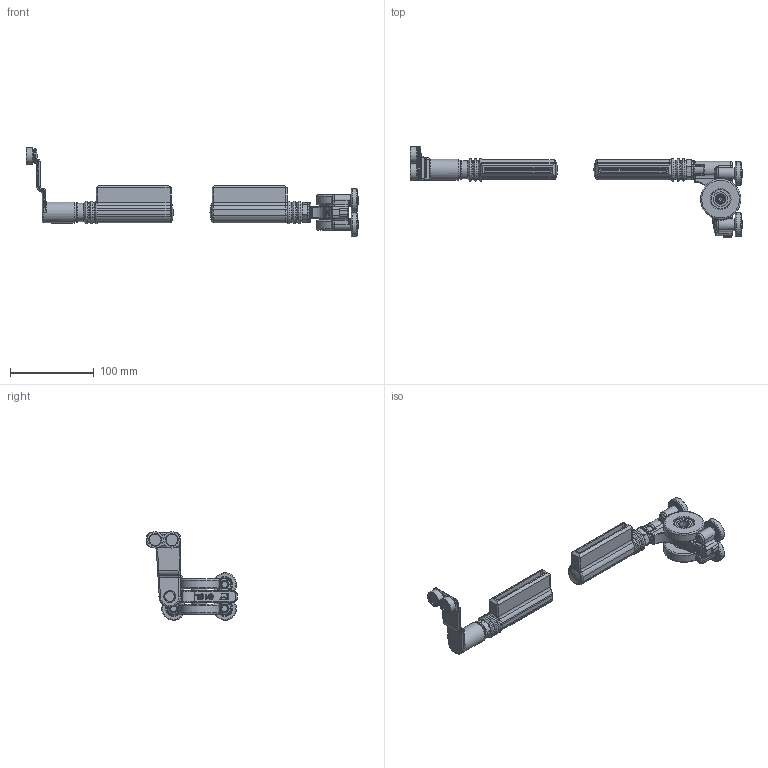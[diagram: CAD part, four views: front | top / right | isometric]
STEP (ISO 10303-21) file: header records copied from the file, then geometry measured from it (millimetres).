
FILE_DESCRIPTION(/* description */ (''),/* implementation_level */ '2;1');
FILE_NAME(/* name */ 'GJ10530EHL.stp',/* time_stamp */ '2019-08-29T08:33:36+02:00',/* author */ ('DOMINIQUE'),/* organization */ (''),/* preprocessor_version */ 'ST-DEVELOPER v17.2',/* originating_system */ 'Autodesk Inventor 2019',/* authorisation */ '');
FILE_SCHEMA (('AUTOMOTIVE_DESIGN { 1 0 10303 214 3 1 1 }'));
Length unit declared in the file: millimetre
Products named in the file (28): GJ10530EHL; 22833assemblée; 06046; montE21-11_150KG; 22831_150kg; GALB48N; 17129; 09118; DIN 625 T1 - 6001 - 12 x 28 x 8; 09118-JOUE; 22848; 23242; GALB28N; 18038; 09071; 22520spé; guide bas extrémité assemblée gauche; Nut GB 817 B M12; Rondelle Pom Ø20; DIN 912 - M14 x 140; 22840short; 22873consul101115; 22839; 22851; 22877; 22879; 09054; 22871
Assembly tree (43 placements, depth 6):
  GJ10530EHL
    22833assemblée
      06046
      Rondelle Pom Ø20
      DIN 912 - M14 x 140
      22840short
      montE21-11_150KG
        22831_150kg
        GALB48N  x2
          17129
          09118
            DIN 625 T1 - 6001 - 12 x 28 x 8
            09118-JOUE  x2
        GALB28N  x4
          18038
          09071
        22520spé  x4
        22848
        23242
      22873consul101115
      09054
    guide bas extrémité assemblée gauche
      Nut GB 817 B M12
      Rondelle Pom Ø20
      DIN 912 - M14 x 140
      22840short
      22873consul101115
      22839
        22851
        22877  x2
        22879  x2
      09054
    22871  x2
Bounding box: 395.88 x 107.92 x 105.6 mm (x, y, z)
Volume: 280780.7 mm3; surface area: 143028.6 mm2
Topology: 62 solids, 62 shells, 1528 faces, 4222 edges, 2767 vertices
Faces by surface type: plane 475, cylinder 417, torus 326, bspline 210, sphere 66, cone 34
Full cylindrical faces by diameter (mm): 2.4 x2, 4 x8, 4.8 x1, 6.9 x3, 7 x4, 7.05 x4, 7.9 x10, 8.1 x2, 8.5 x2, 10 x5, 10.84 x16, 11.835 x3, 12 x2, 12.05 x1, 14 x9, 14.1 x2, 14.4 x2, 15 x2, 15.135 x8, 15.16 x8, 15.2 x2, 17.216 x8, 17.5 x8, 18 x2, 19 x8, 19.5 x2, 20 x1, 20.3 x2, 20.4 x4, 21 x4
Entity records: 43800 total; most frequent: CARTESIAN_POINT 16502, ORIENTED_EDGE 5632, DIRECTION 5431, EDGE_CURVE 2816, AXIS2_PLACEMENT_3D 2301, VERTEX_POINT 1843, CIRCLE 1247, EDGE_LOOP 1180
